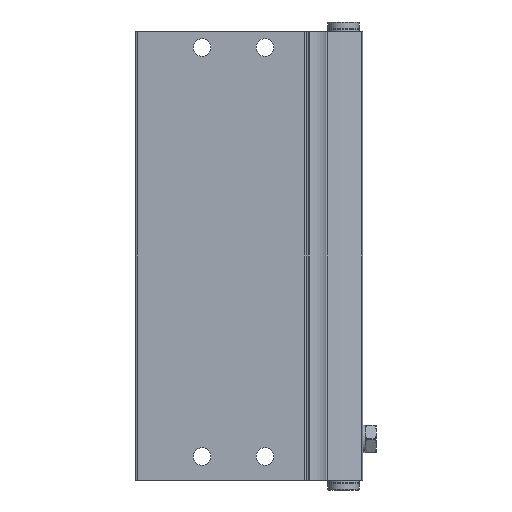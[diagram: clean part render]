
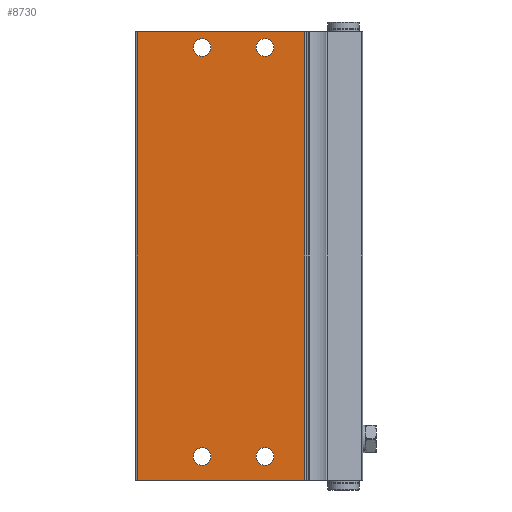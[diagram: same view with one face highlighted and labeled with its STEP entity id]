
A CAD part, front view. The second image highlights one B-rep face of the part: STEP entity #8730.
In plain terms, the highlighted planar face has unit normal (0, -1, 0).
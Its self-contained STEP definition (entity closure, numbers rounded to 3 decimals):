
#278=LINE('',#14681,#865);
#279=LINE('',#14691,#866);
#280=LINE('',#14693,#867);
#281=LINE('',#14695,#868);
#865=VECTOR('',#10971,1000.);
#866=VECTOR('',#10982,1000.);
#867=VECTOR('',#10983,1000.);
#868=VECTOR('',#10984,1000.);
#1426=PLANE('',#9798);
#1727=CIRCLE('',#9799,2.25);
#1728=CIRCLE('',#9800,2.25);
#1729=CIRCLE('',#9801,2.25);
#1730=CIRCLE('',#9802,2.25);
#2330=ORIENTED_EDGE('',*,*,#4551,.F.);
#2331=ORIENTED_EDGE('',*,*,#4552,.F.);
#2332=ORIENTED_EDGE('',*,*,#4553,.F.);
#2333=ORIENTED_EDGE('',*,*,#4554,.F.);
#2334=ORIENTED_EDGE('',*,*,#4555,.F.);
#2335=ORIENTED_EDGE('',*,*,#4550,.F.);
#2336=ORIENTED_EDGE('',*,*,#4556,.T.);
#2337=ORIENTED_EDGE('',*,*,#4557,.T.);
#4550=EDGE_CURVE('',#5650,#5649,#278,.T.);
#4551=EDGE_CURVE('',#5651,#5651,#1727,.T.);
#4552=EDGE_CURVE('',#5652,#5652,#1728,.T.);
#4553=EDGE_CURVE('',#5653,#5653,#1729,.T.);
#4554=EDGE_CURVE('',#5654,#5654,#1730,.T.);
#4555=EDGE_CURVE('',#5649,#5655,#279,.T.);
#4556=EDGE_CURVE('',#5650,#5656,#280,.T.);
#4557=EDGE_CURVE('',#5656,#5655,#281,.T.);
#5649=VERTEX_POINT('',#14678);
#5650=VERTEX_POINT('',#14680);
#5651=VERTEX_POINT('',#14684);
#5652=VERTEX_POINT('',#14686);
#5653=VERTEX_POINT('',#14688);
#5654=VERTEX_POINT('',#14690);
#5655=VERTEX_POINT('',#14692);
#5656=VERTEX_POINT('',#14694);
#6615=EDGE_LOOP('',(#2330));
#6616=EDGE_LOOP('',(#2331));
#6617=EDGE_LOOP('',(#2332));
#6618=EDGE_LOOP('',(#2333));
#6619=EDGE_LOOP('',(#2334,#2335,#2336,#2337));
#7595=FACE_BOUND('',#6615,.T.);
#7596=FACE_BOUND('',#6616,.T.);
#7597=FACE_BOUND('',#6617,.T.);
#7598=FACE_BOUND('',#6618,.T.);
#7599=FACE_BOUND('',#6619,.T.);
#8730=ADVANCED_FACE('',(#7595,#7596,#7597,#7598,#7599),#1426,.T.);
#9798=AXIS2_PLACEMENT_3D('',#14682,#10972,#10973);
#9799=AXIS2_PLACEMENT_3D('',#14683,#10974,#10975);
#9800=AXIS2_PLACEMENT_3D('',#14685,#10976,#10977);
#9801=AXIS2_PLACEMENT_3D('',#14687,#10978,#10979);
#9802=AXIS2_PLACEMENT_3D('',#14689,#10980,#10981);
#10971=DIRECTION('',(0.,0.,1.));
#10972=DIRECTION('',(0.,-1.,0.));
#10973=DIRECTION('',(0.,0.,-1.));
#10974=DIRECTION('',(0.,-1.,0.));
#10975=DIRECTION('',(0.,0.,-1.));
#10976=DIRECTION('',(0.,-1.,0.));
#10977=DIRECTION('',(0.,0.,-1.));
#10978=DIRECTION('',(0.,-1.,0.));
#10979=DIRECTION('',(0.,0.,-1.));
#10980=DIRECTION('',(0.,-1.,0.));
#10981=DIRECTION('',(0.,0.,-1.));
#10982=DIRECTION('',(1.,0.,0.));
#10983=DIRECTION('',(1.,0.,0.));
#10984=DIRECTION('',(0.,0.,1.));
#14678=CARTESIAN_POINT('',(-18.069,0.,0.));
#14680=CARTESIAN_POINT('',(-18.069,0.,-114.));
#14681=CARTESIAN_POINT('',(-18.069,0.,-114.));
#14682=CARTESIAN_POINT('',(-18.069,0.,-114.));
#14683=CARTESIAN_POINT('',(-8.,0.,-6.));
#14684=CARTESIAN_POINT('',(-8.,0.,-8.25));
#14685=CARTESIAN_POINT('',(-8.,0.,-110.));
#14686=CARTESIAN_POINT('',(-8.,0.,-112.25));
#14687=CARTESIAN_POINT('',(8.,0.,-110.));
#14688=CARTESIAN_POINT('',(8.,0.,-112.25));
#14689=CARTESIAN_POINT('',(8.,0.,-6.));
#14690=CARTESIAN_POINT('',(8.,0.,-8.25));
#14691=CARTESIAN_POINT('',(-18.069,0.,0.));
#14692=CARTESIAN_POINT('',(24.5,0.,0.));
#14693=CARTESIAN_POINT('',(-18.069,0.,-114.));
#14694=CARTESIAN_POINT('',(24.5,0.,-114.));
#14695=CARTESIAN_POINT('',(24.5,0.,-114.));
